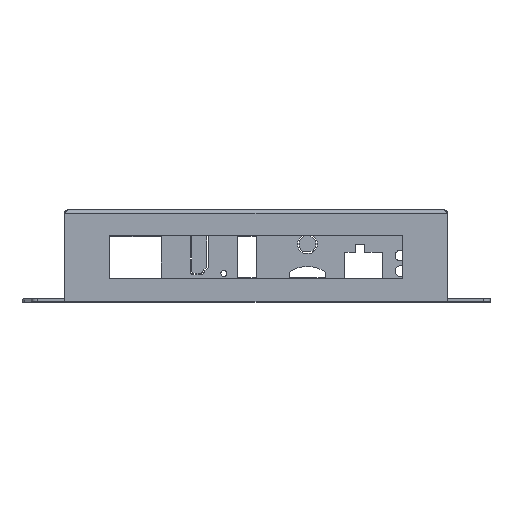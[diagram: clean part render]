
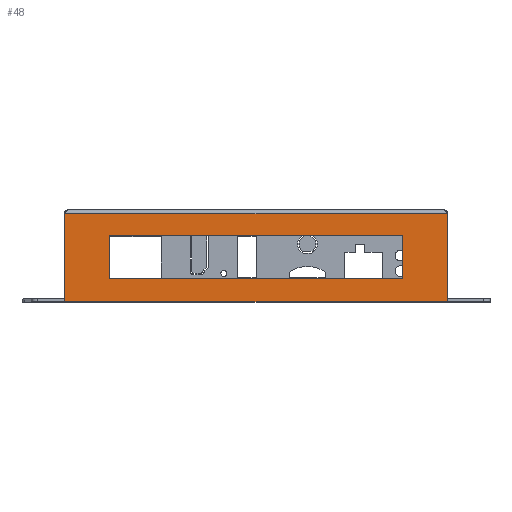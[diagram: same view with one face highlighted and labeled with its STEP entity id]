
A CAD part, top view. The second image highlights one B-rep face of the part: STEP entity #48.
In plain terms, the highlighted planar face has unit normal (0, 0, 1).
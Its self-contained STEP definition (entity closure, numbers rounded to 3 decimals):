
#48 = ADVANCED_FACE ( 'NONE', ( #9477, #7391 ), #10179, .F. ) ;
#306 = VERTEX_POINT ( 'NONE', #3549 ) ;
#377 = CARTESIAN_POINT ( 'NONE',  ( -47.284, 21.52, 53.776 ) ) ;
#642 = DIRECTION ( 'NONE',  ( 1., 0., 0. ) ) ;
#739 = LINE ( 'NONE', #377, #1335 ) ;
#1042 = EDGE_CURVE ( 'NONE', #5995, #9953, #4385, .T. ) ;
#1050 = LINE ( 'NONE', #2140, #8922 ) ;
#1335 = VECTOR ( 'NONE', #7382, 1000. ) ;
#1377 = VERTEX_POINT ( 'NONE', #5217 ) ;
#1414 = CARTESIAN_POINT ( 'NONE',  ( -47.284, 21.52, 53.776 ) ) ;
#1526 = ORIENTED_EDGE ( 'NONE', *, *, #5052, .F. ) ;
#1882 = VERTEX_POINT ( 'NONE', #7676 ) ;
#2019 = VERTEX_POINT ( 'NONE', #9451 ) ;
#2140 = CARTESIAN_POINT ( 'NONE',  ( 63.256, 28.61, 53.776 ) ) ;
#2260 = LINE ( 'NONE', #3625, #4654 ) ;
#2496 = CARTESIAN_POINT ( 'NONE',  ( -60.744, 28.8, 53.776 ) ) ;
#2907 = CARTESIAN_POINT ( 'NONE',  ( 63.256, 28.8, 53.776 ) ) ;
#2918 = AXIS2_PLACEMENT_3D ( 'NONE', #3213, #3251, #8701 ) ;
#3010 = DIRECTION ( 'NONE',  ( -1., 0., 0. ) ) ;
#3027 = EDGE_CURVE ( 'NONE', #2019, #306, #2260, .T. ) ;
#3044 = LINE ( 'NONE', #6944, #8724 ) ;
#3079 = EDGE_CURVE ( 'NONE', #7833, #1377, #3767, .T. ) ;
#3213 = CARTESIAN_POINT ( 'NONE',  ( -61.944, 30., 53.776 ) ) ;
#3251 = DIRECTION ( 'NONE',  ( 0., 0., -1. ) ) ;
#3538 = LINE ( 'NONE', #2496, #9554 ) ;
#3549 = CARTESIAN_POINT ( 'NONE',  ( 63.256, 0., 53.776 ) ) ;
#3625 = CARTESIAN_POINT ( 'NONE',  ( -61.944, 0., 53.776 ) ) ;
#3665 = EDGE_CURVE ( 'NONE', #1377, #5995, #8780, .T. ) ;
#3767 = LINE ( 'NONE', #3822, #10032 ) ;
#3822 = CARTESIAN_POINT ( 'NONE',  ( -47.284, 7.46, 53.776 ) ) ;
#4180 = EDGE_LOOP ( 'NONE', ( #5802, #6354, #6623, #5155 ) ) ;
#4385 = LINE ( 'NONE', #10077, #8811 ) ;
#4583 = ORIENTED_EDGE ( 'NONE', *, *, #1042, .F. ) ;
#4654 = VECTOR ( 'NONE', #5933, 1000. ) ;
#4661 = DIRECTION ( 'NONE',  ( 0., 1., 0. ) ) ;
#5052 = EDGE_CURVE ( 'NONE', #9953, #7833, #739, .T. ) ;
#5155 = ORIENTED_EDGE ( 'NONE', *, *, #3027, .T. ) ;
#5217 = CARTESIAN_POINT ( 'NONE',  ( 48.536, 7.46, 53.776 ) ) ;
#5343 = CARTESIAN_POINT ( 'NONE',  ( 48.536, 21.52, 53.776 ) ) ;
#5774 = CARTESIAN_POINT ( 'NONE',  ( -47.284, 7.46, 53.776 ) ) ;
#5802 = ORIENTED_EDGE ( 'NONE', *, *, #6182, .F. ) ;
#5933 = DIRECTION ( 'NONE',  ( 1., 0., 0. ) ) ;
#5995 = VERTEX_POINT ( 'NONE', #8188 ) ;
#6182 = EDGE_CURVE ( 'NONE', #7492, #306, #1050, .T. ) ;
#6354 = ORIENTED_EDGE ( 'NONE', *, *, #8961, .T. ) ;
#6623 = ORIENTED_EDGE ( 'NONE', *, *, #8173, .F. ) ;
#6676 = VECTOR ( 'NONE', #4661, 1000. ) ;
#6944 = CARTESIAN_POINT ( 'NONE',  ( -61.944, 0., 53.776 ) ) ;
#7382 = DIRECTION ( 'NONE',  ( 0., -1., 0. ) ) ;
#7391 = FACE_OUTER_BOUND ( 'NONE', #4180, .T. ) ;
#7492 = VERTEX_POINT ( 'NONE', #2907 ) ;
#7676 = CARTESIAN_POINT ( 'NONE',  ( -61.944, 28.8, 53.776 ) ) ;
#7833 = VERTEX_POINT ( 'NONE', #5774 ) ;
#8019 = DIRECTION ( 'NONE',  ( -1., 0., 0. ) ) ;
#8173 = EDGE_CURVE ( 'NONE', #2019, #1882, #3044, .T. ) ;
#8188 = CARTESIAN_POINT ( 'NONE',  ( 48.536, 21.52, 53.776 ) ) ;
#8408 = DIRECTION ( 'NONE',  ( 0., -1., 0. ) ) ;
#8701 = DIRECTION ( 'NONE',  ( -1., 0., 0. ) ) ;
#8724 = VECTOR ( 'NONE', #9287, 1000. ) ;
#8780 = LINE ( 'NONE', #5343, #6676 ) ;
#8811 = VECTOR ( 'NONE', #3010, 1000. ) ;
#8922 = VECTOR ( 'NONE', #8408, 1000. ) ;
#8961 = EDGE_CURVE ( 'NONE', #7492, #1882, #3538, .T. ) ;
#9262 = ORIENTED_EDGE ( 'NONE', *, *, #3079, .F. ) ;
#9287 = DIRECTION ( 'NONE',  ( 0., 1., 0. ) ) ;
#9451 = CARTESIAN_POINT ( 'NONE',  ( -61.944, 0., 53.776 ) ) ;
#9477 = FACE_BOUND ( 'NONE', #10177, .T. ) ;
#9554 = VECTOR ( 'NONE', #8019, 1000. ) ;
#9642 = ORIENTED_EDGE ( 'NONE', *, *, #3665, .F. ) ;
#9953 = VERTEX_POINT ( 'NONE', #1414 ) ;
#10032 = VECTOR ( 'NONE', #642, 1000. ) ;
#10077 = CARTESIAN_POINT ( 'NONE',  ( -47.284, 21.52, 53.776 ) ) ;
#10177 = EDGE_LOOP ( 'NONE', ( #9262, #1526, #4583, #9642 ) ) ;
#10179 = PLANE ( 'NONE',  #2918 ) ;
